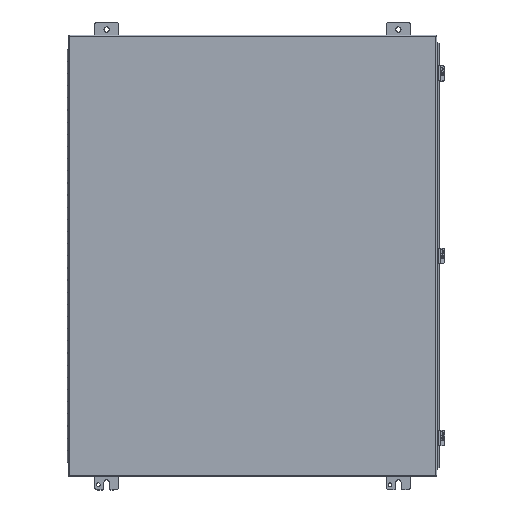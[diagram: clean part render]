
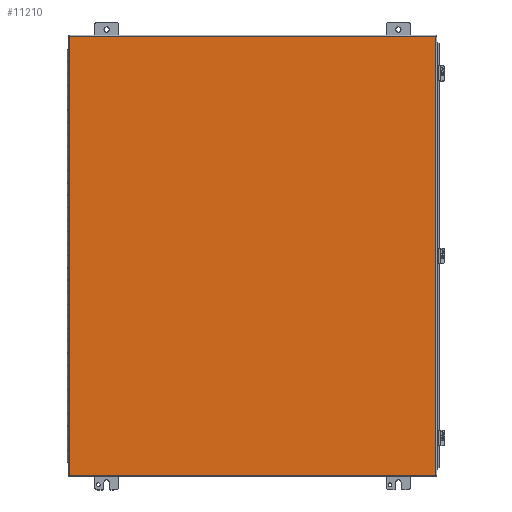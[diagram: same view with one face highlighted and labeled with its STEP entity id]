
A CAD part, top view. The second image highlights one B-rep face of the part: STEP entity #11210.
In plain terms, the highlighted planar face has unit normal (0, 0, 1).
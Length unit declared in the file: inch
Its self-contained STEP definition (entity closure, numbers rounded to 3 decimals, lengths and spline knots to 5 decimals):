
#474=PLANE('',#12251);
#979=FACE_OUTER_BOUND('',#1662,.T.);
#1662=EDGE_LOOP('',(#8133,#8134,#8135,#8136));
#2398=LINE('',#17861,#3465);
#2420=LINE('',#18011,#3487);
#2446=LINE('',#18071,#3513);
#2447=LINE('',#18075,#3514);
#3465=VECTOR('',#13869,0.3937);
#3487=VECTOR('',#13907,0.3937);
#3513=VECTOR('',#13977,0.3937);
#3514=VECTOR('',#13984,0.3937);
#4909=VERTEX_POINT('',#17661);
#4934=VERTEX_POINT('',#17792);
#4944=VERTEX_POINT('',#17860);
#4946=VERTEX_POINT('',#17951);
#6053=EDGE_CURVE('',#4944,#4934,#2398,.T.);
#6080=EDGE_CURVE('',#4909,#4946,#2420,.T.);
#6110=EDGE_CURVE('',#4934,#4909,#2446,.T.);
#6111=EDGE_CURVE('',#4946,#4944,#2447,.T.);
#8133=ORIENTED_EDGE('',*,*,#6110,.T.);
#8134=ORIENTED_EDGE('',*,*,#6080,.T.);
#8135=ORIENTED_EDGE('',*,*,#6111,.T.);
#8136=ORIENTED_EDGE('',*,*,#6053,.T.);
#11210=ADVANCED_FACE('',(#979),#474,.T.);
#12251=AXIS2_PLACEMENT_3D('',#18077,#13987,#13988);
#13869=DIRECTION('',(0.,-1.,0.));
#13907=DIRECTION('',(0.,1.,0.));
#13977=DIRECTION('',(1.,0.,0.));
#13984=DIRECTION('',(-1.,0.,0.));
#13987=DIRECTION('center_axis',(0.,0.,1.));
#13988=DIRECTION('ref_axis',(1.,0.,0.));
#17661=CARTESIAN_POINT('',(30.2204,0.0896,0.074));
#17792=CARTESIAN_POINT('',(0.0896,0.0896,0.074));
#17860=CARTESIAN_POINT('',(0.0896,36.2204,0.074));
#17861=CARTESIAN_POINT('',(0.0896,27.1877,0.074));
#17951=CARTESIAN_POINT('',(30.2204,36.2204,0.074));
#18011=CARTESIAN_POINT('',(30.2204,9.1223,0.074));
#18071=CARTESIAN_POINT('',(7.6223,0.0896,0.074));
#18075=CARTESIAN_POINT('',(22.6877,36.2204,0.074));
#18077=CARTESIAN_POINT('Origin',(15.155,18.155,0.074));
